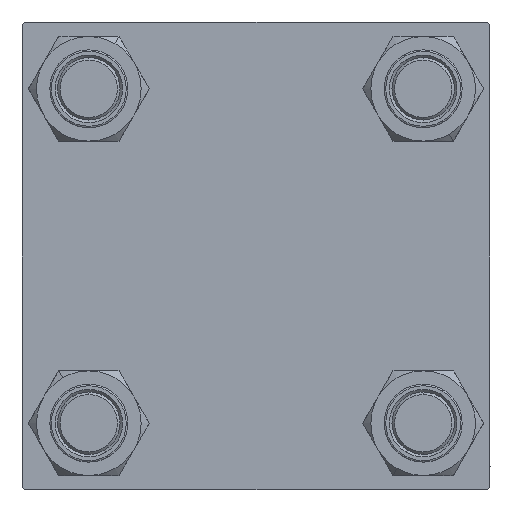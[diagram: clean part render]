
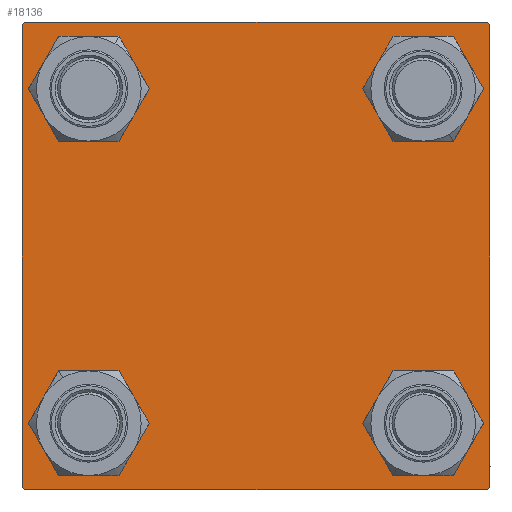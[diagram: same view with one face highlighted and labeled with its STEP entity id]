
A CAD part, left-side view. The second image highlights one B-rep face of the part: STEP entity #18136.
In plain terms, the highlighted planar face has unit normal (-1, 0, 0).
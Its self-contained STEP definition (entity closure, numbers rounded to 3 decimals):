
#101 = EDGE_CURVE ( 'NONE', #44746, #22162, #6075, .T. ) ;
#195 = ORIENTED_EDGE ( 'NONE', *, *, #41866, .T. ) ;
#589 = LINE ( 'NONE', #3939, #29165 ) ;
#1151 = EDGE_CURVE ( 'NONE', #43698, #26806, #42705, .T. ) ;
#1334 = CIRCLE ( 'NONE', #37365, 6.5 ) ;
#1461 = CARTESIAN_POINT ( 'NONE',  ( 0., 44.5, 45. ) ) ;
#2587 = EDGE_CURVE ( 'NONE', #37068, #43698, #40972, .T. ) ;
#3709 = CARTESIAN_POINT ( 'NONE',  ( 0., -32.15, -32.15 ) ) ;
#3909 = DIRECTION ( 'NONE',  ( 0., 0., -1. ) ) ;
#3939 = CARTESIAN_POINT ( 'NONE',  ( 0., -44.75, -44.75 ) ) ;
#4006 = DIRECTION ( 'NONE',  ( 0., 0., 1. ) ) ;
#4550 = EDGE_LOOP ( 'NONE', ( #7049, #25319, #29635, #7646, #24441, #19177, #48089, #34602 ) ) ;
#5429 = VECTOR ( 'NONE', #3909, 1000. ) ;
#5873 = CARTESIAN_POINT ( 'NONE',  ( 0., 44.75, -44.75 ) ) ;
#5928 = EDGE_CURVE ( 'NONE', #36567, #7262, #21742, .T. ) ;
#6075 = CIRCLE ( 'NONE', #24925, 6.5 ) ;
#6392 = VERTEX_POINT ( 'NONE', #16195 ) ;
#6793 = DIRECTION ( 'NONE',  ( 0., 0., 1. ) ) ;
#6824 = LINE ( 'NONE', #22471, #37000 ) ;
#7049 = ORIENTED_EDGE ( 'NONE', *, *, #29901, .T. ) ;
#7069 = ORIENTED_EDGE ( 'NONE', *, *, #14378, .T. ) ;
#7083 = CARTESIAN_POINT ( 'NONE',  ( 0., -32.15, -38.65 ) ) ;
#7262 = VERTEX_POINT ( 'NONE', #15507 ) ;
#7349 = CARTESIAN_POINT ( 'NONE',  ( 0., 32.15, 32.15 ) ) ;
#7598 = DIRECTION ( 'NONE',  ( 0., -1., 0. ) ) ;
#7646 = ORIENTED_EDGE ( 'NONE', *, *, #30696, .T. ) ;
#8686 = CARTESIAN_POINT ( 'NONE',  ( 0., -32.15, -25.65 ) ) ;
#9383 = CARTESIAN_POINT ( 'NONE',  ( 0., -32.15, 25.65 ) ) ;
#9852 = FACE_BOUND ( 'NONE', #24333, .T. ) ;
#10506 = DIRECTION ( 'NONE',  ( 1., 0., 0. ) ) ;
#10687 = CARTESIAN_POINT ( 'NONE',  ( 0., -44.75, 44.75 ) ) ;
#11172 = VECTOR ( 'NONE', #18581, 1000. ) ;
#11248 = VECTOR ( 'NONE', #30486, 1000. ) ;
#11357 = AXIS2_PLACEMENT_3D ( 'NONE', #3709, #30613, #6793 ) ;
#11828 = CARTESIAN_POINT ( 'NONE',  ( 0., 32.15, 32.15 ) ) ;
#12438 = FACE_BOUND ( 'NONE', #43189, .T. ) ;
#12484 = EDGE_LOOP ( 'NONE', ( #16139, #195 ) ) ;
#12801 = CARTESIAN_POINT ( 'NONE',  ( 0., -32.15, 32.15 ) ) ;
#13012 = CIRCLE ( 'NONE', #11357, 6.5 ) ;
#13311 = AXIS2_PLACEMENT_3D ( 'NONE', #33410, #44694, #48550 ) ;
#14378 = EDGE_CURVE ( 'NONE', #38376, #15206, #23136, .T. ) ;
#14939 = EDGE_CURVE ( 'NONE', #33521, #6392, #14961, .T. ) ;
#14961 = CIRCLE ( 'NONE', #39506, 6.5 ) ;
#15051 = CARTESIAN_POINT ( 'NONE',  ( 0., 45., 44.5 ) ) ;
#15206 = VERTEX_POINT ( 'NONE', #30983 ) ;
#15507 = CARTESIAN_POINT ( 'NONE',  ( 0., -44.5, 45. ) ) ;
#16065 = CARTESIAN_POINT ( 'NONE',  ( 0., -45., 44.5 ) ) ;
#16139 = ORIENTED_EDGE ( 'NONE', *, *, #101, .T. ) ;
#16195 = CARTESIAN_POINT ( 'NONE',  ( 0., 32.15, 25.65 ) ) ;
#16239 = DIRECTION ( 'NONE',  ( 0., -0.707, 0.707 ) ) ;
#18098 = EDGE_CURVE ( 'NONE', #48869, #7262, #6824, .T. ) ;
#18136 = ADVANCED_FACE ( 'NONE', ( #12438, #28067, #49049, #9852, #40346 ), #25492, .T. ) ;
#18138 = DIRECTION ( 'NONE',  ( 0., 0.707, 0.707 ) ) ;
#18581 = DIRECTION ( 'NONE',  ( 0., 0., -1. ) ) ;
#18915 = CARTESIAN_POINT ( 'NONE',  ( 0., 32.15, -32.15 ) ) ;
#19177 = ORIENTED_EDGE ( 'NONE', *, *, #5928, .T. ) ;
#19449 = VERTEX_POINT ( 'NONE', #15051 ) ;
#21211 = CARTESIAN_POINT ( 'NONE',  ( 0., -44.5, -45. ) ) ;
#21535 = DIRECTION ( 'NONE',  ( 0., -0.707, -0.707 ) ) ;
#21742 = LINE ( 'NONE', #10687, #24259 ) ;
#22162 = VERTEX_POINT ( 'NONE', #7083 ) ;
#22266 = DIRECTION ( 'NONE',  ( 0., 0., 1. ) ) ;
#22471 = CARTESIAN_POINT ( 'NONE',  ( 0., 45., 45. ) ) ;
#22873 = DIRECTION ( 'NONE',  ( 1., 0., 0. ) ) ;
#23136 = CIRCLE ( 'NONE', #37849, 6.5 ) ;
#23496 = CARTESIAN_POINT ( 'NONE',  ( 0., -32.15, 32.15 ) ) ;
#24259 = VECTOR ( 'NONE', #18138, 1000. ) ;
#24333 = EDGE_LOOP ( 'NONE', ( #34109, #48776 ) ) ;
#24441 = ORIENTED_EDGE ( 'NONE', *, *, #27555, .F. ) ;
#24505 = VERTEX_POINT ( 'NONE', #28660 ) ;
#24705 = CARTESIAN_POINT ( 'NONE',  ( 0., 32.15, -32.15 ) ) ;
#24925 = AXIS2_PLACEMENT_3D ( 'NONE', #25505, #37280, #41120 ) ;
#25319 = ORIENTED_EDGE ( 'NONE', *, *, #2587, .T. ) ;
#25492 = PLANE ( 'NONE',  #13311 ) ;
#25505 = CARTESIAN_POINT ( 'NONE',  ( 0., -32.15, -32.15 ) ) ;
#26145 = DIRECTION ( 'NONE',  ( 0., 0., 1. ) ) ;
#26311 = EDGE_CURVE ( 'NONE', #15206, #38376, #49583, .T. ) ;
#26606 = EDGE_CURVE ( 'NONE', #24505, #37875, #1334, .T. ) ;
#26635 = ORIENTED_EDGE ( 'NONE', *, *, #26311, .T. ) ;
#26806 = VERTEX_POINT ( 'NONE', #21211 ) ;
#27555 = EDGE_CURVE ( 'NONE', #36567, #32595, #30103, .T. ) ;
#27840 = CARTESIAN_POINT ( 'NONE',  ( 0., -45., -44.5 ) ) ;
#28067 = FACE_BOUND ( 'NONE', #12484, .T. ) ;
#28660 = CARTESIAN_POINT ( 'NONE',  ( 0., 32.15, -38.65 ) ) ;
#29165 = VECTOR ( 'NONE', #16239, 1000. ) ;
#29312 = CIRCLE ( 'NONE', #48146, 6.5 ) ;
#29635 = ORIENTED_EDGE ( 'NONE', *, *, #1151, .T. ) ;
#29901 = EDGE_CURVE ( 'NONE', #19449, #37068, #39260, .T. ) ;
#30103 = LINE ( 'NONE', #45723, #11172 ) ;
#30486 = DIRECTION ( 'NONE',  ( 0., 0.707, -0.707 ) ) ;
#30613 = DIRECTION ( 'NONE',  ( 1., 0., 0. ) ) ;
#30645 = DIRECTION ( 'NONE',  ( 0., -1., 0. ) ) ;
#30696 = EDGE_CURVE ( 'NONE', #26806, #32595, #589, .T. ) ;
#30806 = CARTESIAN_POINT ( 'NONE',  ( 0., 45., 45. ) ) ;
#30983 = CARTESIAN_POINT ( 'NONE',  ( 0., -32.15, 38.65 ) ) ;
#30986 = LINE ( 'NONE', #50214, #11248 ) ;
#32519 = EDGE_CURVE ( 'NONE', #6392, #33521, #42332, .T. ) ;
#32595 = VERTEX_POINT ( 'NONE', #27840 ) ;
#33122 = EDGE_CURVE ( 'NONE', #48869, #19449, #30986, .T. ) ;
#33410 = CARTESIAN_POINT ( 'NONE',  ( 0., 0., 0. ) ) ;
#33521 = VERTEX_POINT ( 'NONE', #43351 ) ;
#34109 = ORIENTED_EDGE ( 'NONE', *, *, #14939, .T. ) ;
#34602 = ORIENTED_EDGE ( 'NONE', *, *, #33122, .T. ) ;
#35005 = DIRECTION ( 'NONE',  ( 1., 0., 0. ) ) ;
#35255 = DIRECTION ( 'NONE',  ( 0., 0., 1. ) ) ;
#35680 = ORIENTED_EDGE ( 'NONE', *, *, #26606, .T. ) ;
#36567 = VERTEX_POINT ( 'NONE', #16065 ) ;
#37000 = VECTOR ( 'NONE', #30645, 1000. ) ;
#37068 = VERTEX_POINT ( 'NONE', #40944 ) ;
#37280 = DIRECTION ( 'NONE',  ( 1., 0., 0. ) ) ;
#37365 = AXIS2_PLACEMENT_3D ( 'NONE', #18915, #41456, #22266 ) ;
#37849 = AXIS2_PLACEMENT_3D ( 'NONE', #23496, #39106, #4006 ) ;
#37875 = VERTEX_POINT ( 'NONE', #45352 ) ;
#38064 = VECTOR ( 'NONE', #21535, 1000. ) ;
#38376 = VERTEX_POINT ( 'NONE', #9383 ) ;
#38864 = CARTESIAN_POINT ( 'NONE',  ( 0., 45., -45. ) ) ;
#39106 = DIRECTION ( 'NONE',  ( 1., 0., 0. ) ) ;
#39260 = LINE ( 'NONE', #30806, #5429 ) ;
#39506 = AXIS2_PLACEMENT_3D ( 'NONE', #11828, #22873, #43080 ) ;
#39948 = DIRECTION ( 'NONE',  ( 1., 0., 0. ) ) ;
#40243 = CARTESIAN_POINT ( 'NONE',  ( 0., 44.5, -45. ) ) ;
#40346 = FACE_OUTER_BOUND ( 'NONE', #4550, .T. ) ;
#40944 = CARTESIAN_POINT ( 'NONE',  ( 0., 45., -44.5 ) ) ;
#40947 = EDGE_CURVE ( 'NONE', #37875, #24505, #29312, .T. ) ;
#40972 = LINE ( 'NONE', #5873, #38064 ) ;
#41120 = DIRECTION ( 'NONE',  ( 0., 0., 1. ) ) ;
#41281 = VECTOR ( 'NONE', #7598, 1000. ) ;
#41456 = DIRECTION ( 'NONE',  ( 1., 0., 0. ) ) ;
#41866 = EDGE_CURVE ( 'NONE', #22162, #44746, #13012, .T. ) ;
#42332 = CIRCLE ( 'NONE', #45585, 6.5 ) ;
#42705 = LINE ( 'NONE', #38864, #41281 ) ;
#42732 = EDGE_LOOP ( 'NONE', ( #49225, #35680 ) ) ;
#43080 = DIRECTION ( 'NONE',  ( 0., 0., 1. ) ) ;
#43189 = EDGE_LOOP ( 'NONE', ( #26635, #7069 ) ) ;
#43351 = CARTESIAN_POINT ( 'NONE',  ( 0., 32.15, 38.65 ) ) ;
#43698 = VERTEX_POINT ( 'NONE', #40243 ) ;
#44694 = DIRECTION ( 'NONE',  ( -1., 0., 0. ) ) ;
#44746 = VERTEX_POINT ( 'NONE', #8686 ) ;
#45352 = CARTESIAN_POINT ( 'NONE',  ( 0., 32.15, -25.65 ) ) ;
#45585 = AXIS2_PLACEMENT_3D ( 'NONE', #7349, #35005, #35255 ) ;
#45723 = CARTESIAN_POINT ( 'NONE',  ( 0., -45., 45. ) ) ;
#46316 = AXIS2_PLACEMENT_3D ( 'NONE', #12801, #39948, #47888 ) ;
#47888 = DIRECTION ( 'NONE',  ( 0., 0., 1. ) ) ;
#48089 = ORIENTED_EDGE ( 'NONE', *, *, #18098, .F. ) ;
#48146 = AXIS2_PLACEMENT_3D ( 'NONE', #24705, #10506, #26145 ) ;
#48550 = DIRECTION ( 'NONE',  ( 0., 0., 1. ) ) ;
#48776 = ORIENTED_EDGE ( 'NONE', *, *, #32519, .T. ) ;
#48869 = VERTEX_POINT ( 'NONE', #1461 ) ;
#49049 = FACE_BOUND ( 'NONE', #42732, .T. ) ;
#49225 = ORIENTED_EDGE ( 'NONE', *, *, #40947, .T. ) ;
#49583 = CIRCLE ( 'NONE', #46316, 6.5 ) ;
#50214 = CARTESIAN_POINT ( 'NONE',  ( 0., 44.75, 44.75 ) ) ;
